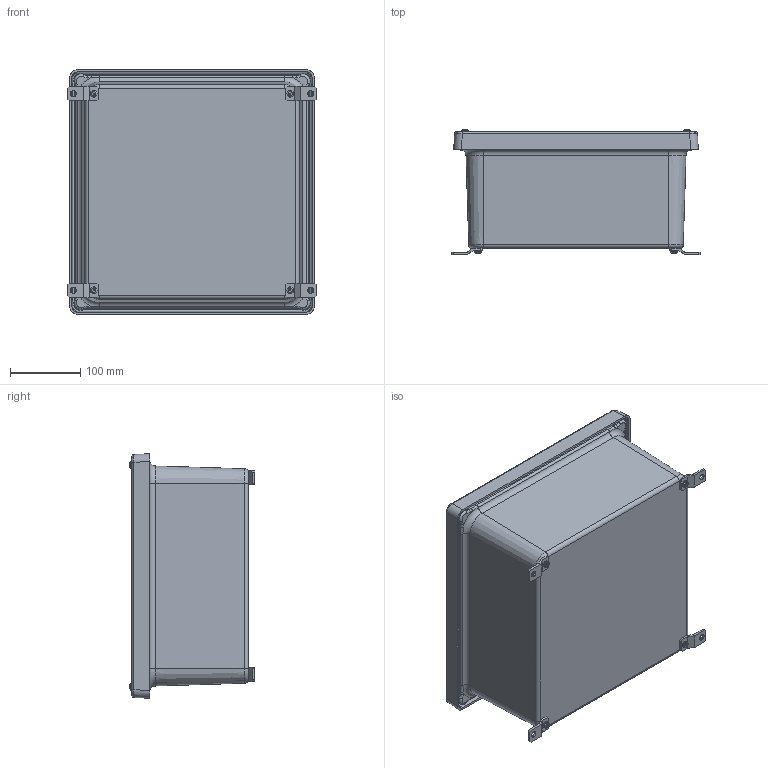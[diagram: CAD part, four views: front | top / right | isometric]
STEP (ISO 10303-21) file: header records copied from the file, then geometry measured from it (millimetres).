
FILE_DESCRIPTION (( 'STEP AP203' ), '1' );
FILE_NAME ('AM1226.step', '2017-05-17T13:09:43', ( '' ), ( '' ), 'SwSTEP 2.0', 'SolidWorks 2017', '' );
FILE_SCHEMA (( 'CONFIG_CONTROL_DESIGN' ));
Length unit declared in the file: inch
Products named in the file (16): 70-122PC-2; WL1226BI12; CMSO316; 3508100; 55-1032716316_SL-PHMS 0.19-32x0.3125x0.3125-N; WL1226C_GASKET PROFILE; 55-1032516_PreviewCfg; WG1226C; 70-1032342316_70-1032342316; 70-007ORING; WL1226B; WFOOT316; 70-60250; AM1226; WL1224B_WL1226B; WL1226C
Assembly tree (38 placements, depth 4):
  AM1226
    WL1226BI12
      WL1226B
        WL1224B_WL1226B
      70-60250  x12
    55-1032516_PreviewCfg  x4
    70-122PC-2
    55-1032716316_SL-PHMS 0.19-32x0.3125x0.3125-N  x4
    WFOOT316  x4
    CMSO316  x4
      70-1032342316_70-1032342316
      70-007ORING
    WG1226C
      WL1226C
      3508100
        WL1226C_GASKET PROFILE
Bounding box: 354.66 x 178.14 x 348.49 mm (x, y, z)
Volume: 2444511.6 mm3; surface area: 1440933.6 mm2
Topology: 38 solids, 38 shells, 3706 faces, 9747 edges, 6216 vertices
Faces by surface type: plane 1258, cylinder 908, cone 692, bspline 516, torus 288, sphere 44
Entity records: 82547 total; most frequent: CARTESIAN_POINT 28309, ORIENTED_EDGE 11392, DIRECTION 10094, EDGE_CURVE 5696, VERTEX_POINT 3598, AXIS2_PLACEMENT_3D 3490, LINE 3114, VECTOR 3114
